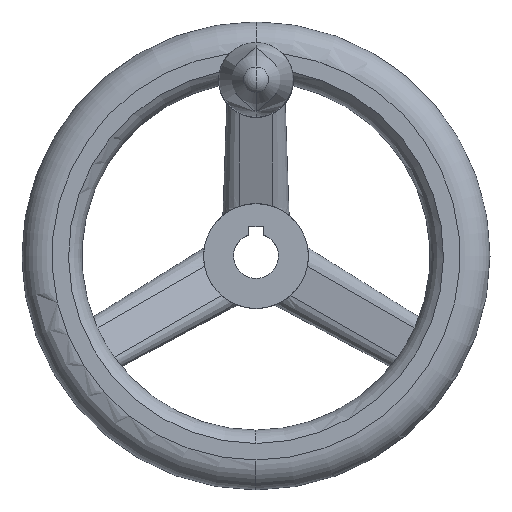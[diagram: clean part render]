
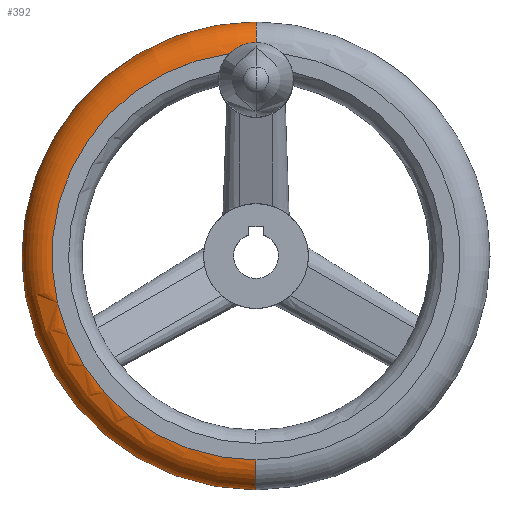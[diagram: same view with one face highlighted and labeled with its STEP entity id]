
A CAD part, top view. The second image highlights one B-rep face of the part: STEP entity #392.
In plain terms, the highlighted toroidal (fillet/blend) face has major radius 54.5 mm and minor radius 8 mm.
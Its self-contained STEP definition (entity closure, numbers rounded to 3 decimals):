
#362=EDGE_CURVE('',#534,#634,#931,.T.);
#392=ADVANCED_FACE('',(#964),#965,.T.);
#474=VERTEX_POINT('',#1054);
#498=EDGE_CURVE('',#540,#534,#1078,.T.);
#510=EDGE_CURVE('',#606,#634,#1091,.T.);
#534=VERTEX_POINT('',#1117);
#540=VERTEX_POINT('',#1124);
#602=EDGE_CURVE('',#606,#474,#1199,.T.);
#606=VERTEX_POINT('',#1204);
#610=EDGE_CURVE('',#540,#474,#1208,.T.);
#634=VERTEX_POINT('',#1232);
#931=CIRCLE('',#1632,54.5);
#964=FACE_OUTER_BOUND('',#1686,.T.);
#965=TOROIDAL_SURFACE('',#1687,54.5,8.0);
#1054=CARTESIAN_POINT('',(0.,-62.5,28.0));
#1078=CIRCLE('',#1915,54.5);
#1091=CIRCLE('',#1930,8.0);
#1117=CARTESIAN_POINT('',(-7.107,54.035,36.));
#1124=CARTESIAN_POINT('',(0.,-54.5,36.0));
#1199=CIRCLE('',#2126,62.5);
#1204=CARTESIAN_POINT('',(0.,62.5,28.0));
#1208=CIRCLE('',#2136,8.0);
#1232=CARTESIAN_POINT('',(0.,54.5,36.0));
#1632=AXIS2_PLACEMENT_3D('',#2894,#2895,#2896);
#1686=EDGE_LOOP('',(#2944,#2945,#2946,#2947,#2948));
#1687=AXIS2_PLACEMENT_3D('',#2949,#2950,#2951);
#1915=AXIS2_PLACEMENT_3D('',#3070,#3071,#3072);
#1930=AXIS2_PLACEMENT_3D('',#3084,#3085,#3086);
#2126=AXIS2_PLACEMENT_3D('',#3254,#3255,#3256);
#2136=AXIS2_PLACEMENT_3D('',#3265,#3266,#3267);
#2894=CARTESIAN_POINT('',(0.,0.,36.0));
#2895=DIRECTION('',(0.,0.,-1.0));
#2896=DIRECTION('',(0.,1.0,0.));
#2944=ORIENTED_EDGE('',*,*,#602,.T.);
#2945=ORIENTED_EDGE('',*,*,#610,.F.);
#2946=ORIENTED_EDGE('',*,*,#498,.T.);
#2947=ORIENTED_EDGE('',*,*,#362,.T.);
#2948=ORIENTED_EDGE('',*,*,#510,.F.);
#2949=CARTESIAN_POINT('',(0.,0.,28.0));
#2950=DIRECTION('',(0.,0.,1.0));
#2951=DIRECTION('',(0.,1.0,0.0));
#3070=CARTESIAN_POINT('',(0.,0.,36.0));
#3071=DIRECTION('',(0.,0.,-1.0));
#3072=DIRECTION('',(0.,1.0,0.));
#3084=CARTESIAN_POINT('',(0.,54.5,28.0));
#3085=DIRECTION('',(1.0,0.,0.));
#3086=DIRECTION('',(0.,1.0,0.));
#3254=CARTESIAN_POINT('',(0.,0.,28.0));
#3255=DIRECTION('',(0.,0.,1.0));
#3256=DIRECTION('',(1.0,0.0,0.));
#3265=CARTESIAN_POINT('',(0.,-54.5,28.0));
#3266=DIRECTION('',(1.0,0.,0.));
#3267=DIRECTION('',(0.,-1.0,0.));
